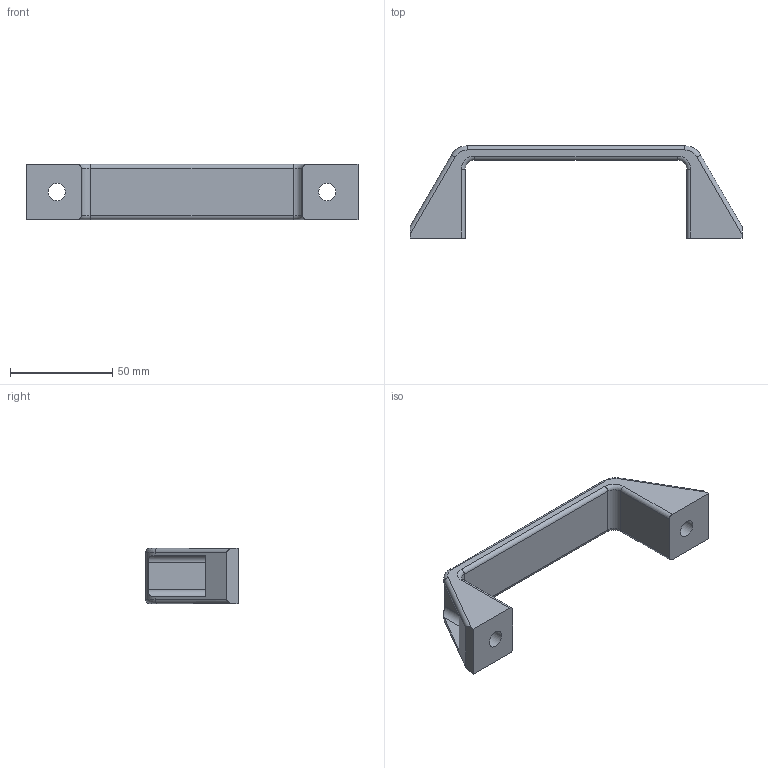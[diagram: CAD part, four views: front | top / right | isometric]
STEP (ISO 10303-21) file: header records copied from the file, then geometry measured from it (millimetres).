
FILE_DESCRIPTION(/* description */ ('STEP AP214'),/* implementation_level */ '2;1');
FILE_NAME(/* name */ '02_42__XP__Case_Handle___V1.0.step',/* time_stamp */ '2025-04-03T11:26:34+02:00',/* author */ (''),/* organization */ (''),/* preprocessor_version */ 'ST-DEVELOPER v20.1',/* originating_system */ 'Autodesk Translation Framework v14.4.0.0',/* authorisation */ '');
FILE_SCHEMA (('AUTOMOTIVE_DESIGN { 1 0 10303 214 3 1 1 }'));
Length unit declared in the file: millimetre
Products named in the file (1): Bridge handles M.443/150-CH-C2
Bounding box: 162 x 45 x 27 mm (x, y, z)
Volume: 46500.7 mm3; surface area: 18494.7 mm2
Topology: 1 solids, 1 shells, 54 faces, 134 edges, 84 vertices
Faces by surface type: cylinder 24, plane 22, torus 8
Full cylindrical faces by diameter (mm): 8.5 x2, 15.5 x2
Entity records: 1698 total; most frequent: CARTESIAN_POINT 325, DIRECTION 296, ORIENTED_EDGE 268, EDGE_CURVE 134, AXIS2_PLACEMENT_3D 111, VERTEX_POINT 84, LINE 74, VECTOR 74
